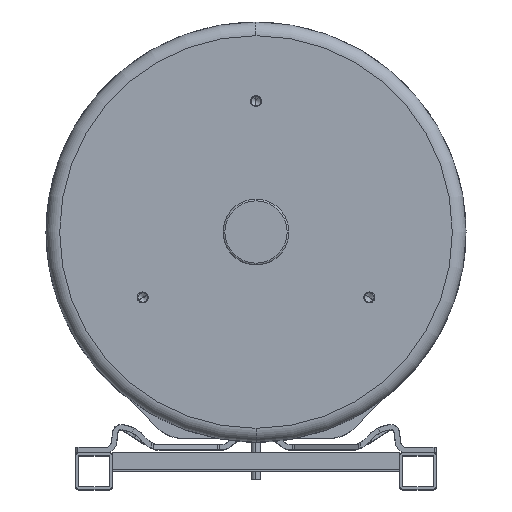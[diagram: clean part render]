
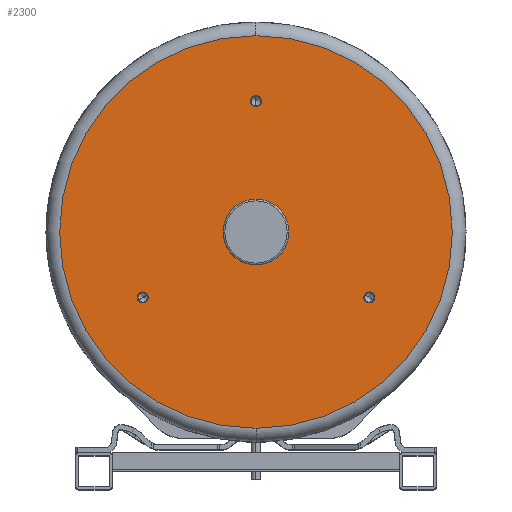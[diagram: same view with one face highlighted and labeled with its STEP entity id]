
A CAD part, top view. The second image highlights one B-rep face of the part: STEP entity #2300.
In plain terms, the highlighted face is planar.
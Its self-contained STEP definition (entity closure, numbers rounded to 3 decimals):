
#814=CARTESIAN_POINT('',(-143.,0.,0.));
#815=DIRECTION('',(-1.,0.,0.));
#816=DIRECTION('',(0.,0.,1.));
#817=AXIS2_PLACEMENT_3D('',#814,#815,#816);
#819=CARTESIAN_POINT('',(-143.,0.,0.));
#820=DIRECTION('',(-1.,0.,0.));
#821=DIRECTION('',(0.,0.,-1.));
#822=AXIS2_PLACEMENT_3D('',#819,#820,#821);
#824=CARTESIAN_POINT('',(-143.,143.,0.));
#825=DIRECTION('',(-1.,0.,0.));
#826=DIRECTION('',(0.,1.,0.));
#827=AXIS2_PLACEMENT_3D('',#824,#825,#826);
#829=CARTESIAN_POINT('',(-143.,143.,0.));
#830=DIRECTION('',(-1.,0.,0.));
#831=DIRECTION('',(0.,-1.,0.));
#832=AXIS2_PLACEMENT_3D('',#829,#830,#831);
#834=CARTESIAN_POINT('',(-143.,-71.5,123.842));
#835=DIRECTION('',(-1.,0.,0.));
#836=DIRECTION('',(0.,-0.5,0.866));
#837=AXIS2_PLACEMENT_3D('',#834,#835,#836);
#839=CARTESIAN_POINT('',(-143.,-71.5,123.842));
#840=DIRECTION('',(-1.,0.,0.));
#841=DIRECTION('',(0.,0.5,-0.866));
#842=AXIS2_PLACEMENT_3D('',#839,#840,#841);
#844=CARTESIAN_POINT('',(-143.,-71.5,-123.842));
#845=DIRECTION('',(-1.,0.,0.));
#846=DIRECTION('',(0.,-0.5,-0.866));
#847=AXIS2_PLACEMENT_3D('',#844,#845,#846);
#849=CARTESIAN_POINT('',(-143.,-71.5,-123.842));
#850=DIRECTION('',(-1.,0.,0.));
#851=DIRECTION('',(0.,0.5,0.866));
#852=AXIS2_PLACEMENT_3D('',#849,#850,#851);
#854=CARTESIAN_POINT('',(-143.,0.,0.));
#855=DIRECTION('',(-1.,0.,0.));
#856=DIRECTION('',(0.,1.,0.));
#857=AXIS2_PLACEMENT_3D('',#854,#855,#856);
#859=CARTESIAN_POINT('',(-143.,0.,0.));
#860=DIRECTION('',(-1.,0.,0.));
#861=DIRECTION('',(0.,-1.,0.));
#862=AXIS2_PLACEMENT_3D('',#859,#860,#861);
#1274=CARTESIAN_POINT('',(-143.,148.1,0.));
#1275=CARTESIAN_POINT('',(-143.,137.9,0.));
#1276=VERTEX_POINT('',#1274);
#1277=VERTEX_POINT('',#1275);
#1284=CARTESIAN_POINT('',(-143.,-74.05,128.258));
#1285=CARTESIAN_POINT('',(-143.,-68.95,119.425));
#1286=VERTEX_POINT('',#1284);
#1287=VERTEX_POINT('',#1285);
#1294=CARTESIAN_POINT('',(-143.,-74.05,-128.258));
#1295=CARTESIAN_POINT('',(-143.,-68.95,-119.425));
#1296=VERTEX_POINT('',#1294);
#1297=VERTEX_POINT('',#1295);
#1298=CARTESIAN_POINT('',(-143.,0.,36.));
#1299=CARTESIAN_POINT('',(-143.,0.,-36.));
#1300=VERTEX_POINT('',#1298);
#1301=VERTEX_POINT('',#1299);
#1310=CARTESIAN_POINT('',(-143.,214.5,0.));
#1311=CARTESIAN_POINT('',(-143.,-214.5,0.));
#1312=VERTEX_POINT('',#1310);
#1313=VERTEX_POINT('',#1311);
#2266=CARTESIAN_POINT('',(-143.,0.,0.));
#2267=DIRECTION('',(1.,0.,0.));
#2268=DIRECTION('',(0.,-1.,0.));
#2269=AXIS2_PLACEMENT_3D('',#2266,#2267,#2268);
#2270=PLANE('',#2269);
#2271=ORIENTED_EDGE('',*,*,#2256,.F.);
#2273=ORIENTED_EDGE('',*,*,#2272,.F.);
#2274=EDGE_LOOP('',(#2271,#2273));
#2275=FACE_OUTER_BOUND('',#2274,.F.);
#2277=ORIENTED_EDGE('',*,*,#2276,.T.);
#2279=ORIENTED_EDGE('',*,*,#2278,.T.);
#2280=EDGE_LOOP('',(#2277,#2279));
#2281=FACE_BOUND('',#2280,.F.);
#2283=ORIENTED_EDGE('',*,*,#2282,.T.);
#2285=ORIENTED_EDGE('',*,*,#2284,.T.);
#2286=EDGE_LOOP('',(#2283,#2285));
#2287=FACE_BOUND('',#2286,.F.);
#2289=ORIENTED_EDGE('',*,*,#2288,.T.);
#2291=ORIENTED_EDGE('',*,*,#2290,.T.);
#2292=EDGE_LOOP('',(#2289,#2291));
#2293=FACE_BOUND('',#2292,.F.);
#2295=ORIENTED_EDGE('',*,*,#2294,.T.);
#2297=ORIENTED_EDGE('',*,*,#2296,.T.);
#2298=EDGE_LOOP('',(#2295,#2297));
#2299=FACE_BOUND('',#2298,.F.);
#2300=ADVANCED_FACE('',(#2275,#2281,#2287,#2293,#2299),#2270,.F.);
#818=CIRCLE('',#817,36.);
#823=CIRCLE('',#822,36.);
#828=CIRCLE('',#827,5.1);
#833=CIRCLE('',#832,5.1);
#838=CIRCLE('',#837,5.1);
#843=CIRCLE('',#842,5.1);
#848=CIRCLE('',#847,5.1);
#853=CIRCLE('',#852,5.1);
#858=CIRCLE('',#857,214.5);
#863=CIRCLE('',#862,214.5);
#2256=EDGE_CURVE('',#1312,#1313,#858,.T.);
#2272=EDGE_CURVE('',#1313,#1312,#863,.T.);
#2276=EDGE_CURVE('',#1300,#1301,#818,.T.);
#2278=EDGE_CURVE('',#1301,#1300,#823,.T.);
#2282=EDGE_CURVE('',#1276,#1277,#828,.T.);
#2284=EDGE_CURVE('',#1277,#1276,#833,.T.);
#2288=EDGE_CURVE('',#1286,#1287,#838,.T.);
#2290=EDGE_CURVE('',#1287,#1286,#843,.T.);
#2294=EDGE_CURVE('',#1296,#1297,#848,.T.);
#2296=EDGE_CURVE('',#1297,#1296,#853,.T.);
